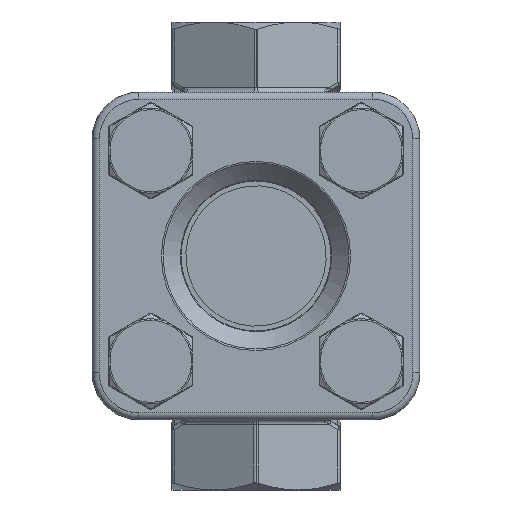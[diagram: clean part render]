
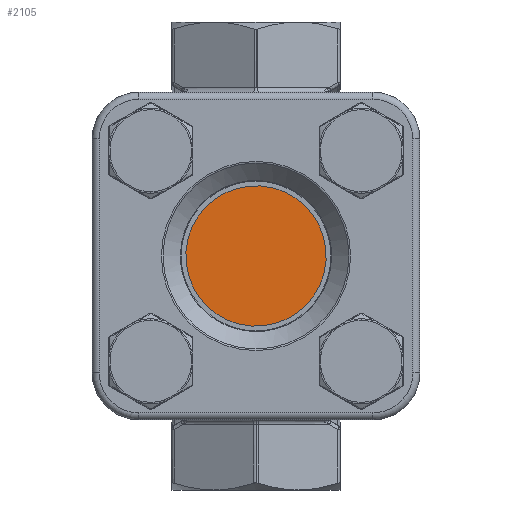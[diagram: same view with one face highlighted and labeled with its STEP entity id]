
A CAD part, front view. The second image highlights one B-rep face of the part: STEP entity #2105.
In plain terms, the highlighted planar face has unit normal (0, -1, 0).
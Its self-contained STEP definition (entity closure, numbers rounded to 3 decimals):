
#2035=CARTESIAN_POINT('',(22.55,-33.5,0.));
#2036=VERTEX_POINT('',#2035);
#2037=CARTESIAN_POINT('',(-22.55,-33.5,0.));
#2038=VERTEX_POINT('',#2037);
#2039=CARTESIAN_POINT('',(0.,-33.5,0.));
#2040=DIRECTION('',(0.,-1.,0.));
#2041=DIRECTION('',(-1.,-0.,-0.));
#2042=AXIS2_PLACEMENT_3D('',#2039,#2040,#2041);
#2043=CIRCLE('',#2042,22.55);
#2044=EDGE_CURVE('NONE',#2036,#2038,#2043,.T.);
#2078=CARTESIAN_POINT('',(0.,-33.5,0.));
#2079=DIRECTION('',(0.,-1.,0.));
#2080=DIRECTION('',(-1.,-0.,-0.));
#2081=AXIS2_PLACEMENT_3D('',#2078,#2079,#2080);
#2082=CIRCLE('',#2081,22.55);
#2083=EDGE_CURVE('NONE',#2038,#2036,#2082,.T.);
#2096=CARTESIAN_POINT('',(0.,-33.5,0.));
#2097=DIRECTION('',(0.,-1.,0.));
#2098=DIRECTION('',(1.,0.,0.));
#2099=AXIS2_PLACEMENT_3D('',#2096,#2097,#2098);
#2100=PLANE('',#2099);
#2101=ORIENTED_EDGE('',*,*,#2083,.T.);
#2102=ORIENTED_EDGE('',*,*,#2044,.T.);
#2103=EDGE_LOOP('',(#2101,#2102));
#2104=FACE_BOUND('',#2103,.T.);
#2105=ADVANCED_FACE('NONE',(#2104),#2100,.T.);
